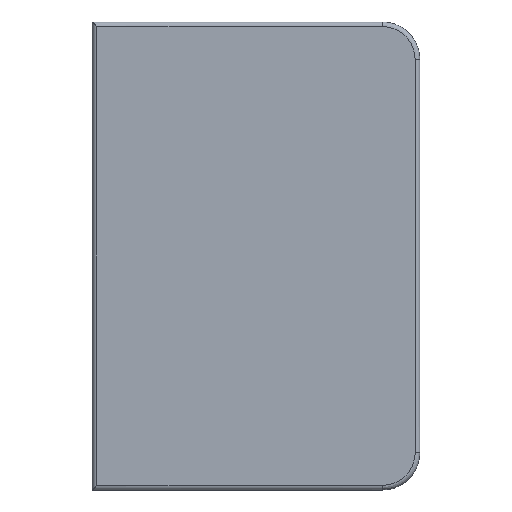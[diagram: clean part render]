
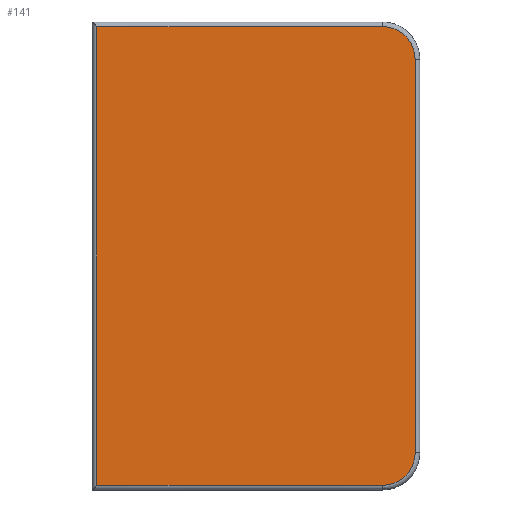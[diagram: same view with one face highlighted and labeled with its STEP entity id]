
A CAD part, front view. The second image highlights one B-rep face of the part: STEP entity #141.
In plain terms, the highlighted face is planar.
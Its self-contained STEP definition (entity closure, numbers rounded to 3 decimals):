
#141=ADVANCED_FACE('',(#251),#1537,.T.);
#251=FACE_OUTER_BOUND('',#369,.T.);
#369=EDGE_LOOP('',(#705,#706,#707,#708,#709,#710));
#705=ORIENTED_EDGE('',*,*,#1047,.T.);
#706=ORIENTED_EDGE('',*,*,#1067,.T.);
#707=ORIENTED_EDGE('',*,*,#1048,.T.);
#708=ORIENTED_EDGE('',*,*,#1063,.T.);
#709=ORIENTED_EDGE('',*,*,#1049,.T.);
#710=ORIENTED_EDGE('',*,*,#1050,.T.);
#1047=EDGE_CURVE('',#1467,#1468,#1230,.T.);
#1048=EDGE_CURVE('',#1469,#1470,#1231,.T.);
#1049=EDGE_CURVE('',#1471,#1472,#1232,.T.);
#1050=EDGE_CURVE('',#1472,#1467,#1233,.T.);
#1063=EDGE_CURVE('',#1470,#1471,#1333,.T.);
#1067=EDGE_CURVE('',#1468,#1469,#1337,.T.);
#1230=B_SPLINE_CURVE_WITH_KNOTS('',1,(#3654,#3655),.UNSPECIFIED.,.F.,.F.,
(2,2),(0.,30.5),.UNSPECIFIED.);
#1231=B_SPLINE_CURVE_WITH_KNOTS('',1,(#3656,#3657),.UNSPECIFIED.,.F.,.F.,
(2,2),(0.,42.),.UNSPECIFIED.);
#1232=B_SPLINE_CURVE_WITH_KNOTS('',1,(#3658,#3659),.UNSPECIFIED.,.F.,.F.,
(2,2),(0.,30.5),.UNSPECIFIED.);
#1233=B_SPLINE_CURVE_WITH_KNOTS('',1,(#3660,#3661),.UNSPECIFIED.,.F.,.F.,
(2,2),(0.,49.),.UNSPECIFIED.);
#1333=(
BOUNDED_CURVE()
B_SPLINE_CURVE(2,(#3709,#3710,#3711),.UNSPECIFIED.,.F.,.F.)
B_SPLINE_CURVE_WITH_KNOTS((3,3),(-5.498,0.),.UNSPECIFIED.)
CURVE()
GEOMETRIC_REPRESENTATION_ITEM()
RATIONAL_B_SPLINE_CURVE((1.,0.707,1.))
REPRESENTATION_ITEM('')
);
#1337=(
BOUNDED_CURVE()
B_SPLINE_CURVE(2,(#3722,#3723,#3724),.UNSPECIFIED.,.F.,.F.)
B_SPLINE_CURVE_WITH_KNOTS((3,3),(-5.498,0.),.UNSPECIFIED.)
CURVE()
GEOMETRIC_REPRESENTATION_ITEM()
RATIONAL_B_SPLINE_CURVE((1.,0.707,1.))
REPRESENTATION_ITEM('')
);
#1467=VERTEX_POINT('',#3579);
#1468=VERTEX_POINT('',#3580);
#1469=VERTEX_POINT('',#3581);
#1470=VERTEX_POINT('',#3582);
#1471=VERTEX_POINT('',#3583);
#1472=VERTEX_POINT('',#3584);
#1537=PLANE('',#2389);
#2389=AXIS2_PLACEMENT_3D('',#3347,#2513,$);
#2513=DIRECTION('',(0.,0.,1.));
#3347=CARTESIAN_POINT('',(-20.4,-29.4,4.));
#3579=CARTESIAN_POINT('',(-17.,-24.5,4.));
#3580=CARTESIAN_POINT('',(13.5,-24.5,4.));
#3581=CARTESIAN_POINT('',(17.,-21.,4.));
#3582=CARTESIAN_POINT('',(17.,21.,4.));
#3583=CARTESIAN_POINT('',(13.5,24.5,4.));
#3584=CARTESIAN_POINT('',(-17.,24.5,4.));
#3654=CARTESIAN_POINT('',(-17.,-24.5,4.));
#3655=CARTESIAN_POINT('',(13.5,-24.5,4.));
#3656=CARTESIAN_POINT('',(17.,-21.,4.));
#3657=CARTESIAN_POINT('',(17.,21.,4.));
#3658=CARTESIAN_POINT('',(13.5,24.5,4.));
#3659=CARTESIAN_POINT('',(-17.,24.5,4.));
#3660=CARTESIAN_POINT('',(-17.,24.5,4.));
#3661=CARTESIAN_POINT('',(-17.,-24.5,4.));
#3709=CARTESIAN_POINT('',(17.,21.,4.));
#3710=CARTESIAN_POINT('',(17.,24.5,4.));
#3711=CARTESIAN_POINT('',(13.5,24.5,4.));
#3722=CARTESIAN_POINT('',(13.5,-24.5,4.));
#3723=CARTESIAN_POINT('',(17.,-24.5,4.));
#3724=CARTESIAN_POINT('',(17.,-21.,4.));
